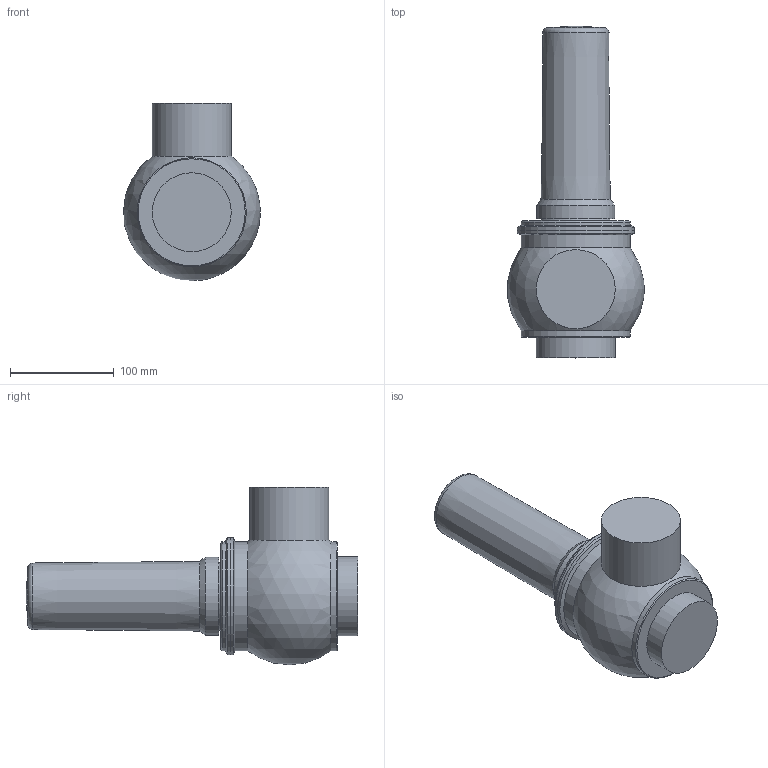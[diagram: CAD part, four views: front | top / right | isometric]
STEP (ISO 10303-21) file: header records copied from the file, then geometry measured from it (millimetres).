
FILE_DESCRIPTION((''),'2;1');
FILE_NAME('BBZS1-DN0761-SAL.stp','2009-08-27T16:44:03',('malp-m'),(''),'Autodesk Inventor 2008','Autodesk Inventor 2008','');
FILE_SCHEMA(('AUTOMOTIVE_DESIGN { 1 0 10303 214 1 1 1 1 }'));
Length unit declared in the file: millimetre
Products named in the file (3): BBZS1-DN0761-SAL; BBZS1 080; COR-INF-L-SAL-DN76
Assembly tree (2 placements, depth 2):
  BBZS1-DN0761-SAL
    BBZS1 080
    COR-INF-L-SAL-DN76
Bounding box: 131.41 x 319.5 x 171 mm (x, y, z)
Volume: 2185249.3 mm3; surface area: 138688.8 mm2
Topology: 2 solids, 2 shells, 25 faces, 43 edges, 25 vertices
Faces by surface type: cylinder 8, plane 7, cone 5, torus 3, bspline 1, sphere 1
Full cylindrical faces by diameter (mm): 75 x1, 76.1 x2, 105 x3, 113 x2
Entity records: 606 total; most frequent: CARTESIAN_POINT 120, DIRECTION 104, AXIS2_PLACEMENT_3D 52, ORIENTED_EDGE 46, EDGE_LOOP 46, FACE_OUTER_BOUND 25, ADVANCED_FACE 25, VERTEX_POINT 23
